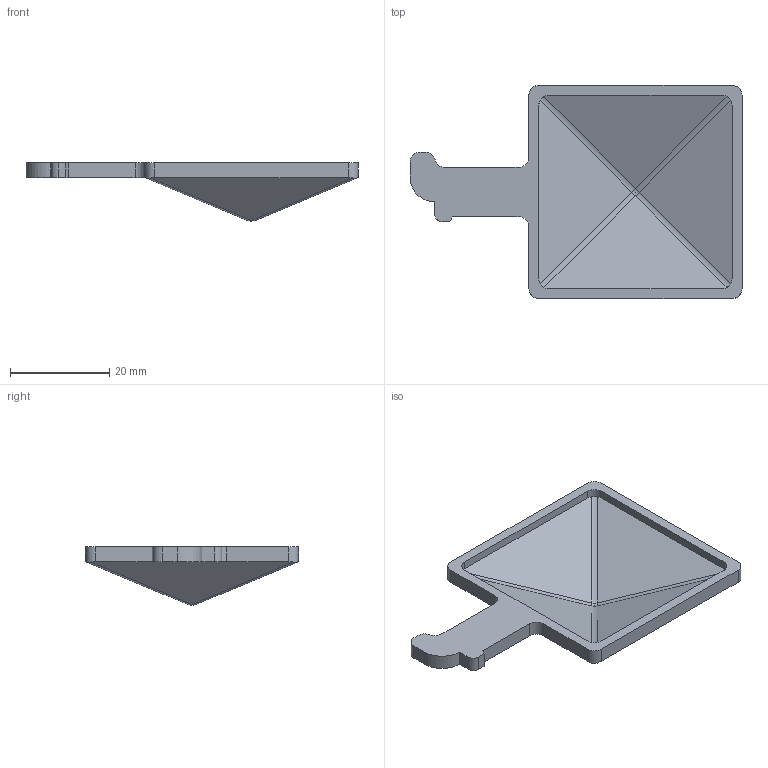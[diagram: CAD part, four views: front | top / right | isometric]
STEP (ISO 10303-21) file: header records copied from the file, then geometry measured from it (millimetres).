
FILE_DESCRIPTION(/* description */ (''),/* implementation_level */ '2;1');
FILE_NAME(/* name */ 'Square.stp',/* time_stamp */ '2024-07-12T13:10:19+01:00',/* author */ ('patri'),/* organization */ (''),/* preprocessor_version */ 'ST-DEVELOPER v19.2',/* originating_system */ 'Autodesk Inventor 2024',/* authorisation */ '');
FILE_SCHEMA (('AUTOMOTIVE_DESIGN { 1 0 10303 214 3 1 1 }'));
Length unit declared in the file: millimetre
Products named in the file (1): aspa cuadrada2
Bounding box: 67 x 43 x 11.83 mm (x, y, z)
Volume: 5127.4 mm3; surface area: 5352.1 mm2
Topology: 1 solids, 1 shells, 51 faces, 138 edges, 88 vertices
Faces by surface type: plane 26, cylinder 23, sphere 2
Entity records: 1645 total; most frequent: DIRECTION 296, CARTESIAN_POINT 276, ORIENTED_EDGE 272, EDGE_CURVE 136, AXIS2_PLACEMENT_3D 108, VERTEX_POINT 88, LINE 80, VECTOR 80
